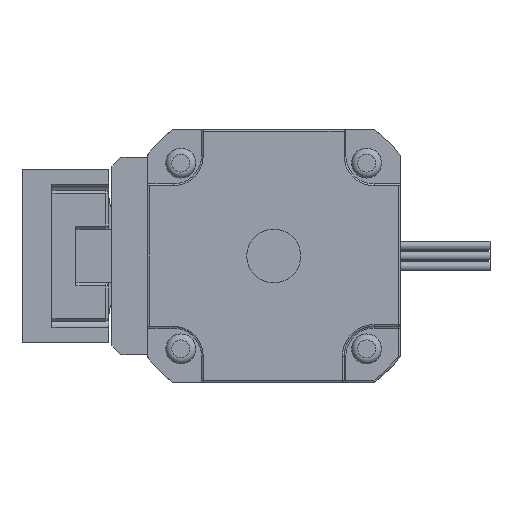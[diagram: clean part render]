
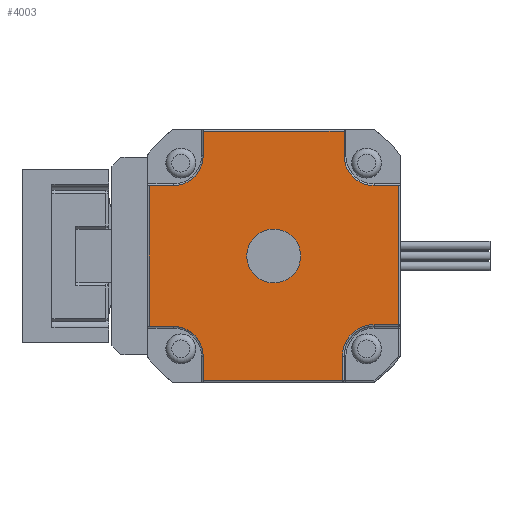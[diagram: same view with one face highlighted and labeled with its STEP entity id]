
A CAD part, front view. The second image highlights one B-rep face of the part: STEP entity #4003.
In plain terms, the highlighted planar face has unit normal (0, -1, 0).
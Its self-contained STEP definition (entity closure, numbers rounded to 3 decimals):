
#71=FACE_BOUND($,#705,.T.);
#72=FACE_BOUND($,#706,.T.);
#257=CIRCLE($,#4285,4.5);
#260=CIRCLE($,#4291,5.);
#261=CIRCLE($,#4292,5.);
#262=CIRCLE($,#4293,5.3);
#263=CIRCLE($,#4294,5.);
#705=EDGE_LOOP($,(#2831));
#706=EDGE_LOOP($,(#2832,#2833,#2834,#2835,#2836,#2837,#2838,#2839,#2840,
#2841,#2842,#2843,#2844,#2845,#2846,#2847));
#1080=LINE($,#6098,#1438);
#1084=LINE($,#6106,#1442);
#1100=LINE($,#6176,#1458);
#1101=LINE($,#6179,#1459);
#1102=LINE($,#6181,#1460);
#1103=LINE($,#6185,#1461);
#1104=LINE($,#6187,#1462);
#1105=LINE($,#6189,#1463);
#1106=LINE($,#6193,#1464);
#1107=LINE($,#6195,#1465);
#1108=LINE($,#6197,#1466);
#1109=LINE($,#6200,#1467);
#1438=VECTOR($,#4814,4.05);
#1442=VECTOR($,#4820,4.05);
#1458=VECTOR($,#4898,23.5);
#1459=VECTOR($,#4901,4.05);
#1460=VECTOR($,#4904,23.5);
#1461=VECTOR($,#4907,4.05);
#1462=VECTOR($,#4908,23.2);
#1463=VECTOR($,#4909,4.05);
#1464=VECTOR($,#4912,4.05);
#1465=VECTOR($,#4913,23.2);
#1466=VECTOR($,#4914,4.05);
#1467=VECTOR($,#4917,4.05);
#1785=VERTEX_POINT($,#6095);
#1786=VERTEX_POINT($,#6097);
#1788=VERTEX_POINT($,#6103);
#1789=VERTEX_POINT($,#6105);
#1808=VERTEX_POINT($,#6165);
#1809=VERTEX_POINT($,#6169);
#1812=VERTEX_POINT($,#6174);
#1813=VERTEX_POINT($,#6178);
#1814=VERTEX_POINT($,#6182);
#1815=VERTEX_POINT($,#6184);
#1816=VERTEX_POINT($,#6186);
#1817=VERTEX_POINT($,#6188);
#1818=VERTEX_POINT($,#6190);
#1819=VERTEX_POINT($,#6192);
#1820=VERTEX_POINT($,#6194);
#1821=VERTEX_POINT($,#6196);
#1822=VERTEX_POINT($,#6198);
#2174=EDGE_CURVE($,#1786,#1785,#1080,.T.);
#2178=EDGE_CURVE($,#1789,#1788,#1084,.T.);
#2206=EDGE_CURVE($,#1808,#1808,#257,.T.);
#2210=EDGE_CURVE($,#1812,#1809,#1100,.T.);
#2211=EDGE_CURVE($,#1812,#1813,#1101,.T.);
#2212=EDGE_CURVE($,#1813,#1786,#260,.T.);
#2213=EDGE_CURVE($,#1789,#1785,#1102,.T.);
#2214=EDGE_CURVE($,#1788,#1814,#261,.T.);
#2215=EDGE_CURVE($,#1814,#1815,#1103,.T.);
#2216=EDGE_CURVE($,#1816,#1815,#1104,.T.);
#2217=EDGE_CURVE($,#1817,#1816,#1105,.T.);
#2218=EDGE_CURVE($,#1818,#1817,#262,.T.);
#2219=EDGE_CURVE($,#1819,#1818,#1106,.T.);
#2220=EDGE_CURVE($,#1820,#1819,#1107,.T.);
#2221=EDGE_CURVE($,#1820,#1821,#1108,.T.);
#2222=EDGE_CURVE($,#1821,#1822,#263,.T.);
#2223=EDGE_CURVE($,#1822,#1809,#1109,.T.);
#2831=ORIENTED_EDGE($,*,*,#2206,.T.);
#2832=ORIENTED_EDGE($,*,*,#2210,.F.);
#2833=ORIENTED_EDGE($,*,*,#2211,.T.);
#2834=ORIENTED_EDGE($,*,*,#2212,.T.);
#2835=ORIENTED_EDGE($,*,*,#2174,.T.);
#2836=ORIENTED_EDGE($,*,*,#2213,.F.);
#2837=ORIENTED_EDGE($,*,*,#2178,.T.);
#2838=ORIENTED_EDGE($,*,*,#2214,.T.);
#2839=ORIENTED_EDGE($,*,*,#2215,.T.);
#2840=ORIENTED_EDGE($,*,*,#2216,.F.);
#2841=ORIENTED_EDGE($,*,*,#2217,.F.);
#2842=ORIENTED_EDGE($,*,*,#2218,.F.);
#2843=ORIENTED_EDGE($,*,*,#2219,.F.);
#2844=ORIENTED_EDGE($,*,*,#2220,.F.);
#2845=ORIENTED_EDGE($,*,*,#2221,.T.);
#2846=ORIENTED_EDGE($,*,*,#2222,.T.);
#2847=ORIENTED_EDGE($,*,*,#2223,.T.);
#3763=PLANE($,#4290);
#4003=ADVANCED_FACE($,(#71,#72),#3763,.T.);
#4285=AXIS2_PLACEMENT_3D($,#6166,#4887,#4888);
#4290=AXIS2_PLACEMENT_3D($,#6177,#4899,#4900);
#4291=AXIS2_PLACEMENT_3D($,#6180,#4902,#4903);
#4292=AXIS2_PLACEMENT_3D($,#6183,#4905,#4906);
#4293=AXIS2_PLACEMENT_3D($,#6191,#4910,#4911);
#4294=AXIS2_PLACEMENT_3D($,#6199,#4915,#4916);
#4814=DIRECTION($,(-1.,0.,0.));
#4820=DIRECTION($,(1.,0.,0.));
#4887=DIRECTION('center_axis',(0.,1.,0.));
#4888=DIRECTION('ref_axis',(-1.,0.,0.));
#4898=DIRECTION($,(1.,0.,0.));
#4899=DIRECTION('center_axis',(0.,-1.,0.));
#4900=DIRECTION('ref_axis',(0.,0.,-1.));
#4901=DIRECTION($,(0.,0.,-1.));
#4902=DIRECTION('center_axis',(0.,1.,0.));
#4903=DIRECTION('ref_axis',(0.,0.,1.));
#4904=DIRECTION($,(0.,0.,1.));
#4905=DIRECTION('center_axis',(0.,1.,0.));
#4906=DIRECTION('ref_axis',(1.,0.,0.));
#4907=DIRECTION($,(0.,0.,-1.));
#4908=DIRECTION($,(-1.,0.,0.));
#4909=DIRECTION($,(0.,0.,-1.));
#4910=DIRECTION('center_axis',(0.,-1.,0.));
#4911=DIRECTION('ref_axis',(-0.707,0.,0.707));
#4912=DIRECTION($,(-1.,0.,0.));
#4913=DIRECTION($,(0.,0.,-1.));
#4914=DIRECTION($,(-1.,0.,0.));
#4915=DIRECTION('center_axis',(0.,1.,0.));
#4916=DIRECTION('ref_axis',(-1.,0.,0.));
#4917=DIRECTION($,(0.,0.,1.));
#6095=CARTESIAN_POINT('',(-20.8,0.,11.75));
#6097=CARTESIAN_POINT('',(-16.75,0.,11.75));
#6098=CARTESIAN_POINT($,(-8.375,0.,11.75));
#6103=CARTESIAN_POINT('',(-16.75,0.,-11.75));
#6105=CARTESIAN_POINT('',(-20.8,0.,-11.75));
#6106=CARTESIAN_POINT($,(-12.541,0.,-11.75));
#6165=CARTESIAN_POINT('',(4.5,0.,0.));
#6166=CARTESIAN_POINT('Origin',(0.,0.,0.));
#6169=CARTESIAN_POINT('',(11.75,0.,20.8));
#6174=CARTESIAN_POINT('',(-11.75,0.,20.8));
#6176=CARTESIAN_POINT($,(-10.55,0.,20.8));
#6177=CARTESIAN_POINT('Origin',(0.,0.,0.));
#6178=CARTESIAN_POINT('',(-11.75,0.,16.75));
#6179=CARTESIAN_POINT($,(-11.75,0.,12.541));
#6180=CARTESIAN_POINT('Origin',(-16.75,0.,16.75));
#6181=CARTESIAN_POINT($,(-20.8,0.,-10.55));
#6182=CARTESIAN_POINT('',(-11.75,0.,-16.75));
#6183=CARTESIAN_POINT('Origin',(-16.75,0.,-16.75));
#6184=CARTESIAN_POINT('',(-11.75,0.,-20.8));
#6185=CARTESIAN_POINT($,(-11.75,0.,-8.375));
#6186=CARTESIAN_POINT('',(11.45,0.,-20.8));
#6187=CARTESIAN_POINT($,(10.55,0.,-20.8));
#6188=CARTESIAN_POINT('',(11.45,0.,-16.75));
#6189=CARTESIAN_POINT($,(11.45,0.,-12.541));
#6190=CARTESIAN_POINT('',(16.75,0.,-11.45));
#6191=CARTESIAN_POINT('Origin',(16.75,0.,-16.75));
#6192=CARTESIAN_POINT('',(20.8,0.,-11.45));
#6193=CARTESIAN_POINT($,(8.375,0.,-11.45));
#6194=CARTESIAN_POINT('',(20.8,0.,11.75));
#6195=CARTESIAN_POINT($,(20.8,0.,10.55));
#6196=CARTESIAN_POINT('',(16.75,0.,11.75));
#6197=CARTESIAN_POINT($,(12.541,0.,11.75));
#6198=CARTESIAN_POINT('',(11.75,0.,16.75));
#6199=CARTESIAN_POINT('Origin',(16.75,0.,16.75));
#6200=CARTESIAN_POINT($,(11.75,0.,8.375));
